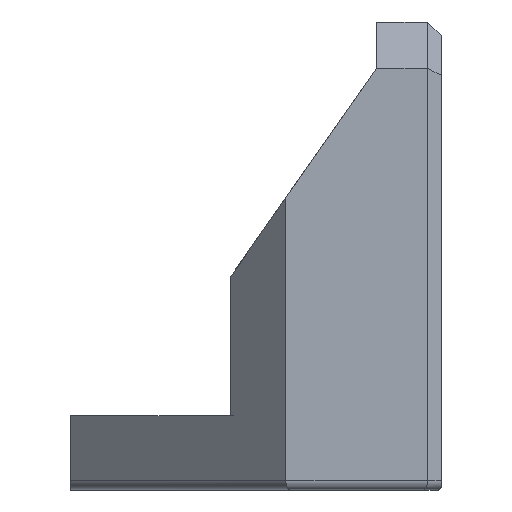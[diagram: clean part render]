
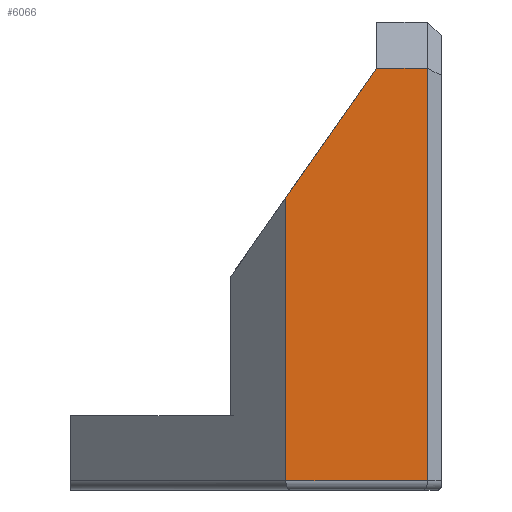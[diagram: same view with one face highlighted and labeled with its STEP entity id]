
A CAD part, left-side view. The second image highlights one B-rep face of the part: STEP entity #6066.
In plain terms, the highlighted planar face has unit normal (-1, 0, 0).
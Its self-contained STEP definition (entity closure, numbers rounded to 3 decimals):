
#291=PLANE('',#6577);
#847=LINE('',#9528,#1569);
#849=LINE('',#9533,#1571);
#853=LINE('',#9541,#1575);
#854=LINE('',#9543,#1576);
#855=LINE('',#9544,#1577);
#1569=VECTOR('',#7749,10.);
#1571=VECTOR('',#7755,10.);
#1575=VECTOR('',#7761,10.);
#1576=VECTOR('',#7762,10.);
#1577=VECTOR('',#7763,10.);
#2122=FACE_OUTER_BOUND('',#2507,.T.);
#2507=EDGE_LOOP('',(#5137,#5138,#5139,#5140,#5141));
#3115=VERTEX_POINT('',#9522);
#3116=VERTEX_POINT('',#9526);
#3117=VERTEX_POINT('',#9532);
#3120=VERTEX_POINT('',#9540);
#3121=VERTEX_POINT('',#9542);
#3832=EDGE_CURVE('',#3116,#3115,#847,.T.);
#3834=EDGE_CURVE('',#3117,#3115,#849,.T.);
#3838=EDGE_CURVE('',#3120,#3116,#853,.T.);
#3839=EDGE_CURVE('',#3121,#3120,#854,.T.);
#3840=EDGE_CURVE('',#3121,#3117,#855,.T.);
#5137=ORIENTED_EDGE('',*,*,#3832,.F.);
#5138=ORIENTED_EDGE('',*,*,#3838,.F.);
#5139=ORIENTED_EDGE('',*,*,#3839,.F.);
#5140=ORIENTED_EDGE('',*,*,#3840,.T.);
#5141=ORIENTED_EDGE('',*,*,#3834,.T.);
#6066=ADVANCED_FACE('',(#2122),#291,.T.);
#6577=AXIS2_PLACEMENT_3D('',#9539,#7759,#7760);
#7749=DIRECTION('',(0.,1.,0.));
#7755=DIRECTION('',(0.,0.,-1.));
#7759=DIRECTION('center_axis',(-1.,0.,0.));
#7760=DIRECTION('ref_axis',(0.,-1.,0.));
#7761=DIRECTION('',(0.,0.,-1.));
#7762=DIRECTION('',(0.,-1.,0.));
#7763=DIRECTION('',(0.,0.574,-0.819));
#9522=CARTESIAN_POINT('',(-26.225,16.775,1.));
#9526=CARTESIAN_POINT('',(-26.225,1.5,1.));
#9528=CARTESIAN_POINT('',(-26.225,30.75,1.));
#9532=CARTESIAN_POINT('',(-26.225,16.775,31.54));
#9533=CARTESIAN_POINT('',(-26.225,16.775,4.));
#9539=CARTESIAN_POINT('Origin',(-26.225,41.,0.));
#9540=CARTESIAN_POINT('',(-26.225,1.5,45.5));
#9541=CARTESIAN_POINT('',(-26.225,1.5,0.));
#9542=CARTESIAN_POINT('',(-26.225,7.,45.5));
#9543=CARTESIAN_POINT('',(-26.225,30.75,45.5));
#9544=CARTESIAN_POINT('',(-26.225,32.282,9.394));
